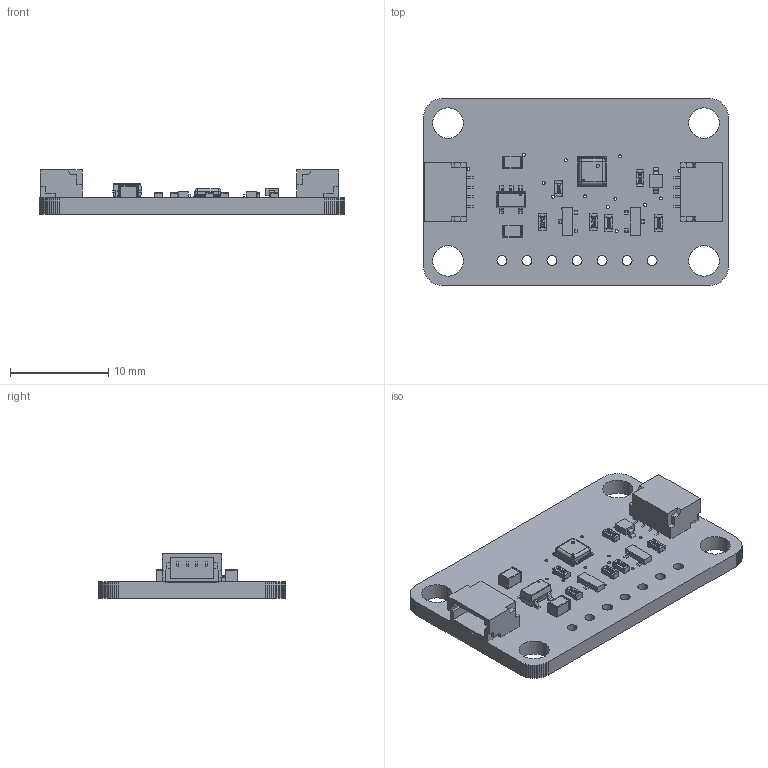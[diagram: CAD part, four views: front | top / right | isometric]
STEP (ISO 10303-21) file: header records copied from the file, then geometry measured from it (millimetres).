
FILE_DESCRIPTION(('PCB Model'),'2;1');
FILE_NAME('BME68X QWIIC.STEP','2021-09-21T13:12:53',( 'pritesh'),('Unspecified'),'Open CASCADE STEP processor 6.8', 'Proteus','Unknown');
FILE_SCHEMA(('AUTOMOTIVE_DESIGN { 1 0 10303 214 1 1 1 1 }'));
Length unit declared in the file: millimetre
Products named in the file (70): Open CASCADE STEP translator 6.8 5; Layer_1; U1; Open CASCADE STEP translator 6.8 5.2.1; Body_1; =>[0:1:1:2]; =>[0:1:1:3]; SOLID; =>[0:1:1:4]; C3; Open CASCADE STEP translator 6.8 5.3.1; Part_3; Part_2; Part_1; C1; Open CASCADE STEP translator 6.8 5.4.1; U7; Open CASCADE STEP translator 6.8 5.5.1; R6; Open CASCADE STEP translator 6.8 5.6.1; =>[0:1:1:5]; =>[0:1:1:6]; D1; Open CASCADE STEP translator 6.8 5.7.1; Pin_1; Pin_2; R1; Open CASCADE STEP translator 6.8 5.8.1; Q1; Open CASCADE STEP translator 6.8 5.9.1; Pin_3; Q2; R2; Open CASCADE STEP translator 6.8 5.11.1; R4; Open CASCADE STEP translator 6.8 5.12.1; R5; Open CASCADE STEP translator 6.8 5.13.1; R3; Open CASCADE STEP translator 6.8 5.14.1 ...
Assembly tree (79 placements, depth 6):
  Open CASCADE STEP translator 6.8 5
    Layer_1
    U1
      Open CASCADE STEP translator 6.8 5.2.1
        Body_1
          =>[0:1:1:2]
          =>[0:1:1:3]
            SOLID
            SOLID
            SOLID
          =>[0:1:1:4]
            SOLID
            SOLID
    C3
      Open CASCADE STEP translator 6.8 5.3.1
        Body_1
          Part_3
          Part_2
          Part_1
    C1
      Open CASCADE STEP translator 6.8 5.4.1
        Body_1
          Part_3
          Part_2
          Part_1
    U7
      Open CASCADE STEP translator 6.8 5.5.1
        Body_1
          (unnamed)
          (unnamed)
          (unnamed)
          (unnamed)
          (unnamed)
          (unnamed)
          (unnamed)
          (unnamed)
          (unnamed)
          (unnamed)
          (unnamed)
    R6
      Open CASCADE STEP translator 6.8 5.6.1
        Body_1
          =>[0:1:1:3]
          =>[0:1:1:4]
          =>[0:1:1:5]
          =>[0:1:1:6]
    D1
      Open CASCADE STEP translator 6.8 5.7.1
        Body_1
        Pin_1
        Pin_2
    R1
      Open CASCADE STEP translator 6.8 5.8.1
        Body_1
          =>[0:1:1:3]
          =>[0:1:1:4]
          =>[0:1:1:5]
          =>[0:1:1:6]
    Q1
      Open CASCADE STEP translator 6.8 5.9.1
Bounding box: 31 x 19 x 4.5 mm (x, y, z)
Volume: 1012 mm3; surface area: 1925.5 mm2
Topology: 61 solids, 61 shells, 1308 faces, 3301 edges, 2146 vertices
Faces by surface type: plane 833, bspline 278, cylinder 181, sphere 16
Entity records: 27006 total; most frequent: CARTESIAN_POINT 7304, ORIENTED_EDGE 3300, DIRECTION 3150, EDGE_CURVE 1650, LINE 1190, VECTOR 1190, VERTEX_POINT 1070, AXIS2_PLACEMENT_3D 980
